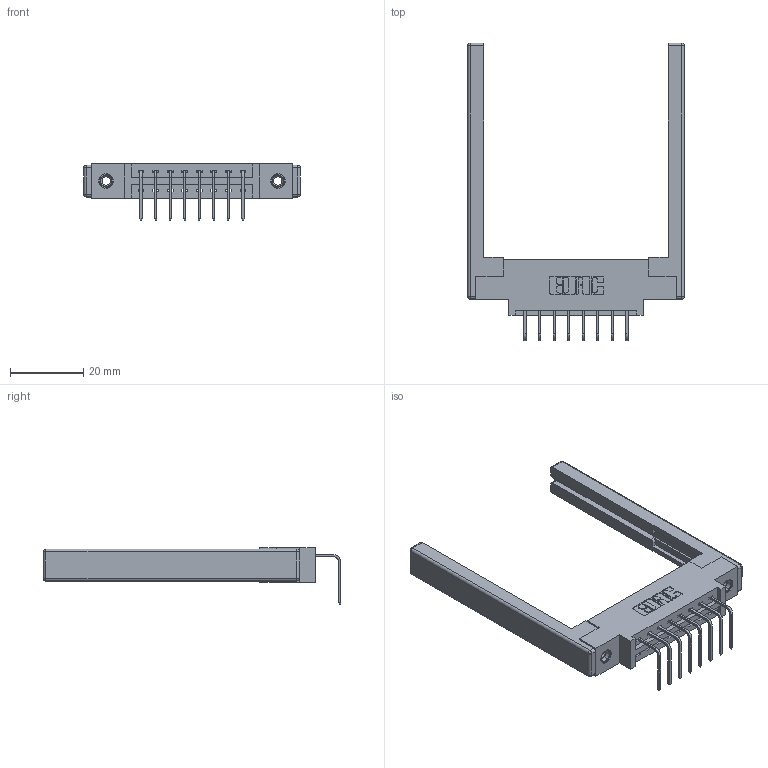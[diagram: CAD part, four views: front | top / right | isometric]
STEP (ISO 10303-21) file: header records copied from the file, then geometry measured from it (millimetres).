
FILE_DESCRIPTION (( 'STEP AP203' ), '1' );
FILE_NAME ('337-008-558-668.STEP', '2019-10-07T11:17:28', ( '' ), ( '' ), 'SwSTEP 2.0', 'SolidWorks 2016', '' );
FILE_SCHEMA (( 'CONFIG_CONTROL_DESIGN' ));
Length unit declared in the file: inch
Products named in the file (5): 337-008-558-668; 307-220-068; 337 Part_0.170 Offset - 0.156 Dia-TI; 345-292-001_558 Tail - 2; 345-250-001_345-250-001-102
Assembly tree (13 placements, depth 2):
  337-008-558-668
    337 Part_0.170 Offset - 0.156 Dia-TI
    345-292-001_558 Tail - 2  x8
    345-250-001_345-250-001-102  x2
    307-220-068  x2
Bounding box: 59.13 x 81.22 x 15.37 mm (x, y, z)
Volume: 10020.6 mm3; surface area: 9981.3 mm2
Topology: 13 solids, 13 shells, 784 faces, 2265 edges, 1478 vertices
Faces by surface type: plane 546, cylinder 214, cone 12, sphere 8, torus 4
Entity records: 13320 total; most frequent: CARTESIAN_POINT 2275, ORIENTED_EDGE 2208, DIRECTION 2058, EDGE_CURVE 1104, VECTOR 926, LINE 926, VERTEX_POINT 726, AXIS2_PLACEMENT_3D 566
